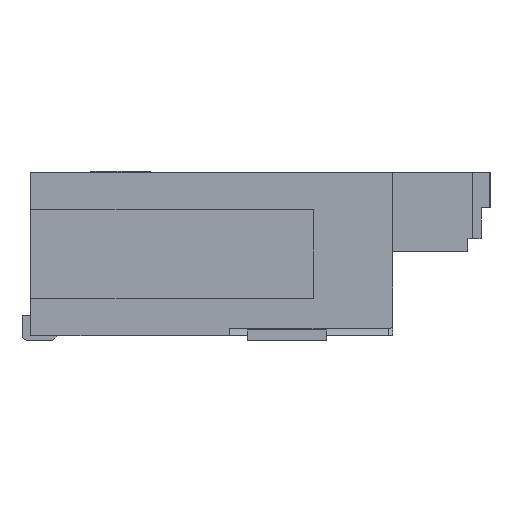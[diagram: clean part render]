
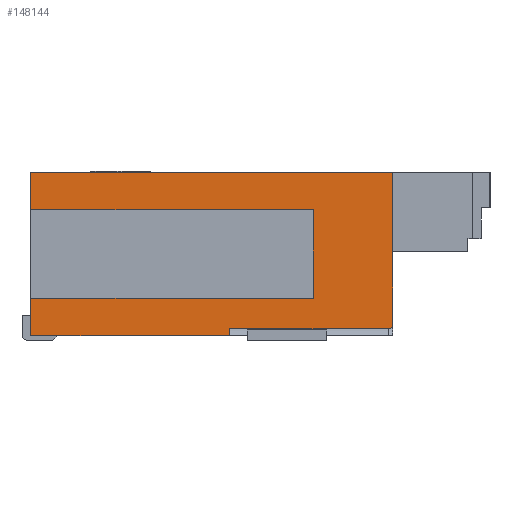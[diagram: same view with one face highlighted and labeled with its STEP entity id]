
A CAD part, left-side view. The second image highlights one B-rep face of the part: STEP entity #148144.
In plain terms, the highlighted planar face has unit normal (-1, 0, 0).
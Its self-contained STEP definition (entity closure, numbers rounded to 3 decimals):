
#362 = LINE ( 'NONE', #51501, #3286 ) ;
#464 = VERTEX_POINT ( 'NONE', #155395 ) ;
#2630 = DIRECTION ( 'NONE',  ( 0., 0., -1. ) ) ;
#2890 = LINE ( 'NONE', #86805, #34589 ) ;
#3286 = VECTOR ( 'NONE', #14757, 1000. ) ;
#3681 = DIRECTION ( 'NONE',  ( 0., 0., -1. ) ) ;
#5499 = VERTEX_POINT ( 'NONE', #13073 ) ;
#7276 = CARTESIAN_POINT ( 'NONE',  ( -17.35, 2.55, 0.05 ) ) ;
#7749 = VERTEX_POINT ( 'NONE', #144924 ) ;
#8386 = LINE ( 'NONE', #69097, #19897 ) ;
#8615 = DIRECTION ( 'NONE',  ( 1., 0., 0. ) ) ;
#8719 = LINE ( 'NONE', #92624, #28503 ) ;
#11015 = LINE ( 'NONE', #130841, #51661 ) ;
#11824 = DIRECTION ( 'NONE',  ( 0., 1., 0. ) ) ;
#12165 = FACE_OUTER_BOUND ( 'NONE', #27346, .T. ) ;
#12527 = LINE ( 'NONE', #122711, #52342 ) ;
#13073 = CARTESIAN_POINT ( 'NONE',  ( -17.35, -0.65, 1.475 ) ) ;
#14757 = DIRECTION ( 'NONE',  ( 0., 1., 0. ) ) ;
#15424 = VECTOR ( 'NONE', #113363, 1000. ) ;
#19897 = VECTOR ( 'NONE', #34717, 1000. ) ;
#22879 = VECTOR ( 'NONE', #30868, 1000. ) ;
#24982 = CARTESIAN_POINT ( 'NONE',  ( -17.35, -1.55, 1.9 ) ) ;
#27346 = EDGE_LOOP ( 'NONE', ( #65529, #77654, #41288, #62982, #108679, #67136, #147396, #108531, #44770, #40958, #76268 ) ) ;
#28011 = VERTEX_POINT ( 'NONE', #66758 ) ;
#28503 = VECTOR ( 'NONE', #106118, 1000. ) ;
#28956 = CARTESIAN_POINT ( 'NONE',  ( -17.35, -1.55, 0.18 ) ) ;
#30868 = DIRECTION ( 'NONE',  ( 0., -1., 0. ) ) ;
#33585 = DIRECTION ( 'NONE',  ( -1., 0., 0. ) ) ;
#34589 = VECTOR ( 'NONE', #3681, 1000. ) ;
#34717 = DIRECTION ( 'NONE',  ( 0., 1., 0. ) ) ;
#36482 = CARTESIAN_POINT ( 'NONE',  ( -17.35, -0.65, 0.475 ) ) ;
#38569 = CARTESIAN_POINT ( 'NONE',  ( -17.35, 2.55, 1.9 ) ) ;
#39857 = CIRCLE ( 'NONE', #129113, 0.05 ) ;
#40751 = VERTEX_POINT ( 'NONE', #28956 ) ;
#40958 = ORIENTED_EDGE ( 'NONE', *, *, #82153, .T. ) ;
#41288 = ORIENTED_EDGE ( 'NONE', *, *, #57841, .T. ) ;
#42398 = CARTESIAN_POINT ( 'NONE',  ( -17.35, 2.55, 0.475 ) ) ;
#42881 = CARTESIAN_POINT ( 'NONE',  ( -17.35, 2.55, 0.05 ) ) ;
#44770 = ORIENTED_EDGE ( 'NONE', *, *, #145862, .T. ) ;
#49075 = VERTEX_POINT ( 'NONE', #24982 ) ;
#51501 = CARTESIAN_POINT ( 'NONE',  ( -17.35, -2.594, 1.475 ) ) ;
#51661 = VECTOR ( 'NONE', #11824, 1000. ) ;
#52342 = VECTOR ( 'NONE', #75590, 1000. ) ;
#57841 = EDGE_CURVE ( 'NONE', #40751, #49075, #12527, .T. ) ;
#62797 = VECTOR ( 'NONE', #85124, 1000. ) ;
#62982 = ORIENTED_EDGE ( 'NONE', *, *, #143288, .T. ) ;
#65529 = ORIENTED_EDGE ( 'NONE', *, *, #94822, .F. ) ;
#66758 = CARTESIAN_POINT ( 'NONE',  ( -17.35, -1.5, 0.13 ) ) ;
#67136 = ORIENTED_EDGE ( 'NONE', *, *, #95232, .F. ) ;
#69097 = CARTESIAN_POINT ( 'NONE',  ( -17.35, -2.594, 0.475 ) ) ;
#70389 = DIRECTION ( 'NONE',  ( 0., 0., -1. ) ) ;
#73502 = CARTESIAN_POINT ( 'NONE',  ( -17.35, -1.5, 0.18 ) ) ;
#75590 = DIRECTION ( 'NONE',  ( 0., 0., 1. ) ) ;
#76268 = ORIENTED_EDGE ( 'NONE', *, *, #138588, .F. ) ;
#76788 = DIRECTION ( 'NONE',  ( 0., 0., -1. ) ) ;
#77654 = ORIENTED_EDGE ( 'NONE', *, *, #84814, .T. ) ;
#82153 = EDGE_CURVE ( 'NONE', #88292, #464, #152311, .T. ) ;
#84814 = EDGE_CURVE ( 'NONE', #28011, #40751, #39857, .T. ) ;
#85124 = DIRECTION ( 'NONE',  ( 0., 0., -1. ) ) ;
#85945 = EDGE_CURVE ( 'NONE', #93130, #129828, #8386, .T. ) ;
#86150 = VERTEX_POINT ( 'NONE', #149651 ) ;
#86805 = CARTESIAN_POINT ( 'NONE',  ( -17.35, -0.65, 1.475 ) ) ;
#88292 = VERTEX_POINT ( 'NONE', #7276 ) ;
#89702 = CARTESIAN_POINT ( 'NONE',  ( -17.35, 2.55, 1.475 ) ) ;
#92624 = CARTESIAN_POINT ( 'NONE',  ( -17.35, 2.55, 1.9 ) ) ;
#93130 = VERTEX_POINT ( 'NONE', #36482 ) ;
#94822 = EDGE_CURVE ( 'NONE', #28011, #86150, #11015, .T. ) ;
#95232 = EDGE_CURVE ( 'NONE', #5499, #117976, #362, .T. ) ;
#97075 = LINE ( 'NONE', #111403, #62797 ) ;
#100638 = LINE ( 'NONE', #149389, #15424 ) ;
#102891 = AXIS2_PLACEMENT_3D ( 'NONE', #117253, #8615, #76788 ) ;
#106118 = DIRECTION ( 'NONE',  ( 0., 1., 0. ) ) ;
#108531 = ORIENTED_EDGE ( 'NONE', *, *, #85945, .T. ) ;
#108679 = ORIENTED_EDGE ( 'NONE', *, *, #156552, .T. ) ;
#109555 = PLANE ( 'NONE',  #102891 ) ;
#111403 = CARTESIAN_POINT ( 'NONE',  ( -17.35, 2.55, 1.9 ) ) ;
#113363 = DIRECTION ( 'NONE',  ( 0., 0., -1. ) ) ;
#117253 = CARTESIAN_POINT ( 'NONE',  ( -17.35, 0., 0. ) ) ;
#117976 = VERTEX_POINT ( 'NONE', #89702 ) ;
#122711 = CARTESIAN_POINT ( 'NONE',  ( -17.35, -1.55, 1.9 ) ) ;
#129113 = AXIS2_PLACEMENT_3D ( 'NONE', #73502, #33585, #70389 ) ;
#129828 = VERTEX_POINT ( 'NONE', #42398 ) ;
#130262 = EDGE_CURVE ( 'NONE', #5499, #93130, #2890, .T. ) ;
#130841 = CARTESIAN_POINT ( 'NONE',  ( -17.35, 0., 0.13 ) ) ;
#138588 = EDGE_CURVE ( 'NONE', #86150, #464, #100638, .T. ) ;
#143288 = EDGE_CURVE ( 'NONE', #49075, #7749, #8719, .T. ) ;
#144924 = CARTESIAN_POINT ( 'NONE',  ( -17.35, 2.55, 1.9 ) ) ;
#145854 = LINE ( 'NONE', #38569, #153799 ) ;
#145862 = EDGE_CURVE ( 'NONE', #129828, #88292, #97075, .T. ) ;
#147396 = ORIENTED_EDGE ( 'NONE', *, *, #130262, .T. ) ;
#148144 = ADVANCED_FACE ( 'NONE', ( #12165 ), #109555, .F. ) ;
#149389 = CARTESIAN_POINT ( 'NONE',  ( -17.35, 0.3, 0. ) ) ;
#149651 = CARTESIAN_POINT ( 'NONE',  ( -17.35, 0.3, 0.13 ) ) ;
#152311 = LINE ( 'NONE', #42881, #22879 ) ;
#153799 = VECTOR ( 'NONE', #2630, 1000. ) ;
#155395 = CARTESIAN_POINT ( 'NONE',  ( -17.35, 0.3, 0.05 ) ) ;
#156552 = EDGE_CURVE ( 'NONE', #7749, #117976, #145854, .T. ) ;
